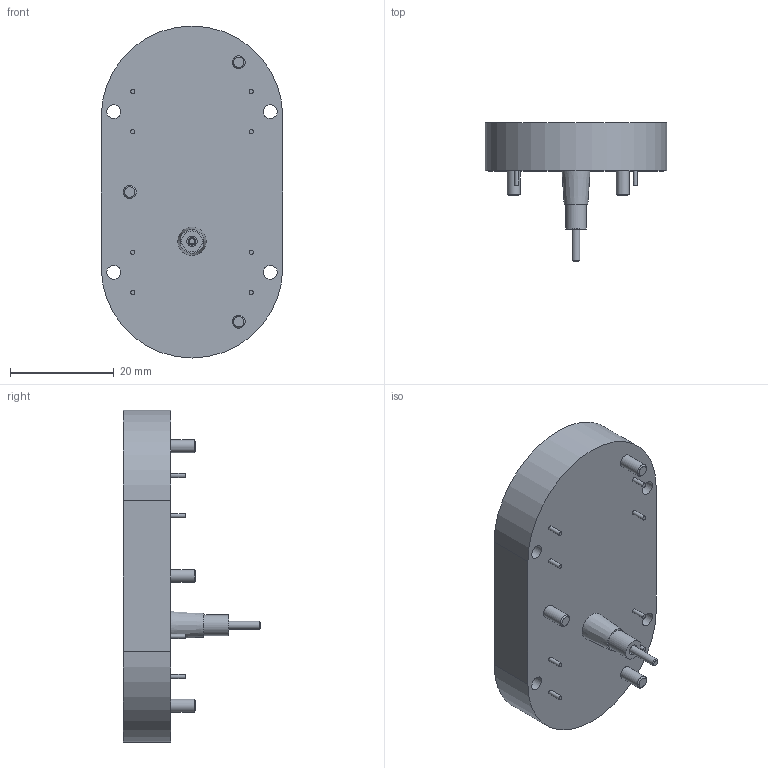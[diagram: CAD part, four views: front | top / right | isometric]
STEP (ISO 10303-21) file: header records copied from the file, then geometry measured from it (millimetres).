
FILE_DESCRIPTION(/* description */ (''),/* implementation_level */ '2;1');
FILE_NAME(/* name */ 'vid28-05.step',/* time_stamp */ '2020-12-27T09:07:04+01:00',/* author */ (''),/* organization */ (''),/* preprocessor_version */ 'ST-DEVELOPER v18.1',/* originating_system */ 'Autodesk Translation Framework v9.3.0.1241',/* authorisation */ '');
FILE_SCHEMA (('AUTOMOTIVE_DESIGN { 1 0 10303 214 3 1 1 }'));
Length unit declared in the file: millimetre
Products named in the file (1): vid28-05
Bounding box: 35 x 26.6 x 64 mm (x, y, z)
Volume: 18231.5 mm3; surface area: 6273.4 mm2
Topology: 11 solids, 11 shells, 55 faces, 80 edges, 52 vertices
Faces by surface type: plane 29, cylinder 20, cone 6
Full cylindrical faces by diameter (mm): 0.8 x8, 1.5 x1, 2 x1, 2.5 x3, 2.7 x4, 4 x1
Entity records: 1274 total; most frequent: DIRECTION 240, CARTESIAN_POINT 188, ORIENTED_EDGE 160, AXIS2_PLACEMENT_3D 104, EDGE_CURVE 80, EDGE_LOOP 70, FACE_OUTER_BOUND 55, ADVANCED_FACE 55
